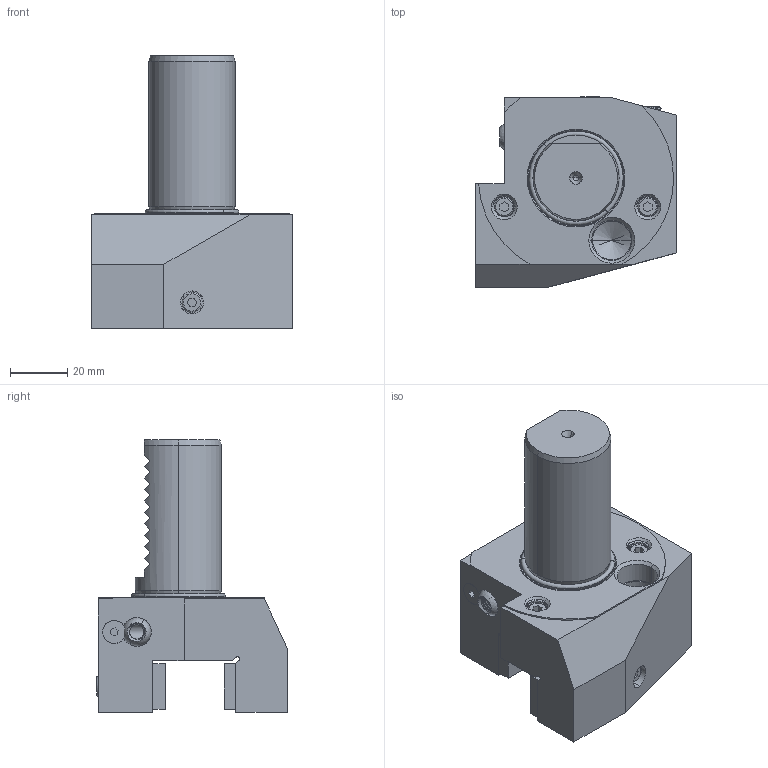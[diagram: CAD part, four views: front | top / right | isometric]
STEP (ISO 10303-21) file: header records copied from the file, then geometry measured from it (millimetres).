
FILE_DESCRIPTION (( 'STEP AP203' ), '1' );
FILE_NAME ('309.31.20.STEP', '2016-11-28T09:14:57', ( '' ), ( '' ), 'SwSTEP 2.0', 'SolidWorks 2012', '' );
FILE_SCHEMA (( 'CONFIG_CONTROL_DESIGN' ));
Length unit declared in the file: millimetre
Products named in the file (13): 2-44100006N4出水銅嘴; 皿頭_M4xP0.7x8L; 管螺文螺絲; M8尖頭螺絲; M4x12; M10平頭螺絲; M4x20; 69x16x4; 60x16x4.5; 16x5.8; VDI30  B1; 309.31.20; O型環
Assembly tree (14 placements, depth 2):
  309.31.20
    VDI30  B1
    69x16x4
    60x16x4.5
    16x5.8
    M4x20
    M4x12
    M10平頭螺絲  x2
    M8尖頭螺絲  x2
    管螺文螺絲
    皿頭_M4xP0.7x8L
    2-44100006N4出水銅嘴
    O型環
Bounding box: 70 x 66.5 x 95 mm (x, y, z)
Volume: 160805.3 mm3; surface area: 41462.9 mm2
Topology: 25 solids, 25 shells, 790 faces, 2110 edges, 1373 vertices
Faces by surface type: cylinder 432, plane 142, cone 131, bspline 65, torus 18, sphere 2
Entity records: 72701 total; most frequent: CARTESIAN_POINT 56099, ORIENTED_EDGE 3786, DIRECTION 2507, EDGE_CURVE 1893, VERTEX_POINT 1236, AXIS2_PLACEMENT_3D 902, EDGE_LOOP 749, FACE_OUTER_BOUND 714
